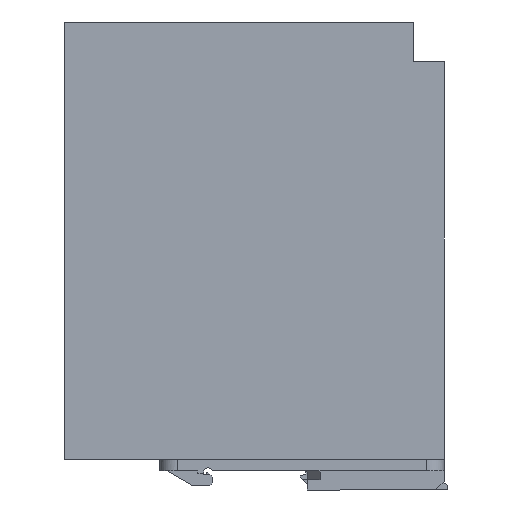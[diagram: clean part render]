
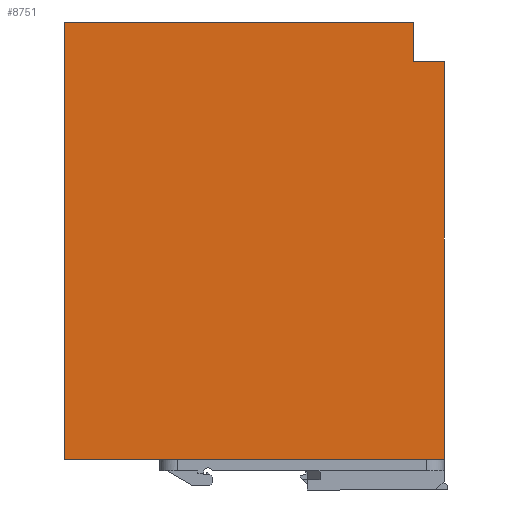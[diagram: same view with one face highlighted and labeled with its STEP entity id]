
A CAD part, left-side view. The second image highlights one B-rep face of the part: STEP entity #8751.
In plain terms, the highlighted planar face has unit normal (-1, 0, 0).
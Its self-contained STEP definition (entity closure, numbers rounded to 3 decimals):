
#8729=AXIS2_PLACEMENT_3D('Plane Axis2P3D',#8726,#8727,#8728) ;
#43=CARTESIAN_POINT('Vertex',(0.,131.2,160.)) ;
#46=CARTESIAN_POINT('Line Origine',(0.,71.4,160.)) ;
#50=CARTESIAN_POINT('Vertex',(0.,11.6,160.)) ;
#5914=CARTESIAN_POINT('Vertex',(0.,131.2,10.5)) ;
#5917=CARTESIAN_POINT('Line Origine',(0.,131.2,85.25)) ;
#6241=CARTESIAN_POINT('Line Origine',(0.,11.6,153.25)) ;
#6245=CARTESIAN_POINT('Vertex',(0.,11.6,146.5)) ;
#8683=CARTESIAN_POINT('Vertex',(0.,1.2,10.5)) ;
#8686=CARTESIAN_POINT('Line Origine',(0.,66.2,10.5)) ;
#8726=CARTESIAN_POINT('Axis2P3D Location',(0.,0.,0.)) ;
#8731=CARTESIAN_POINT('Line Origine',(0.,1.2,78.5)) ;
#8735=CARTESIAN_POINT('Vertex',(0.,1.2,146.5)) ;
#8738=CARTESIAN_POINT('Line Origine',(0.,6.4,146.5)) ;
#47=DIRECTION('Vector Direction',(0.,1.,0.)) ;
#5918=DIRECTION('Vector Direction',(0.,0.,1.)) ;
#6242=DIRECTION('Vector Direction',(0.,0.,1.)) ;
#8687=DIRECTION('Vector Direction',(0.,-1.,0.)) ;
#8727=DIRECTION('Axis2P3D Direction',(-1.,0.,0.)) ;
#8728=DIRECTION('Axis2P3D XDirection',(0.,0.,1.)) ;
#8732=DIRECTION('Vector Direction',(0.,0.,1.)) ;
#8739=DIRECTION('Vector Direction',(0.,1.,0.)) ;
#48=VECTOR('Line Direction',#47,1.) ;
#5919=VECTOR('Line Direction',#5918,1.) ;
#6243=VECTOR('Line Direction',#6242,1.) ;
#8688=VECTOR('Line Direction',#8687,1.) ;
#8733=VECTOR('Line Direction',#8732,1.) ;
#8740=VECTOR('Line Direction',#8739,1.) ;
#8744=ORIENTED_EDGE('',*,*,#5921,.F.) ;
#8745=ORIENTED_EDGE('',*,*,#8690,.T.) ;
#8746=ORIENTED_EDGE('',*,*,#8737,.T.) ;
#8747=ORIENTED_EDGE('',*,*,#8742,.T.) ;
#8748=ORIENTED_EDGE('',*,*,#6247,.T.) ;
#8749=ORIENTED_EDGE('',*,*,#52,.F.) ;
#8751=ADVANCED_FACE('GEHAEUSE',(#8750),#8730,.T.) ;
#52=EDGE_CURVE('',#44,#51,#49,.F.) ;
#5921=EDGE_CURVE('',#5915,#44,#5920,.T.) ;
#6247=EDGE_CURVE('',#6246,#51,#6244,.T.) ;
#8690=EDGE_CURVE('',#5915,#8684,#8689,.T.) ;
#8737=EDGE_CURVE('',#8684,#8736,#8734,.T.) ;
#8742=EDGE_CURVE('',#8736,#6246,#8741,.T.) ;
#8743=EDGE_LOOP('',(#8744,#8745,#8746,#8747,#8748,#8749)) ;
#8750=FACE_OUTER_BOUND('',#8743,.T.) ;
#49=LINE('Line',#46,#48) ;
#5920=LINE('Line',#5917,#5919) ;
#6244=LINE('Line',#6241,#6243) ;
#8689=LINE('Line',#8686,#8688) ;
#8734=LINE('Line',#8731,#8733) ;
#8741=LINE('Line',#8738,#8740) ;
#8730=PLANE('',#8729) ;
#44=VERTEX_POINT('',#43) ;
#51=VERTEX_POINT('',#50) ;
#5915=VERTEX_POINT('',#5914) ;
#6246=VERTEX_POINT('',#6245) ;
#8684=VERTEX_POINT('',#8683) ;
#8736=VERTEX_POINT('',#8735) ;
